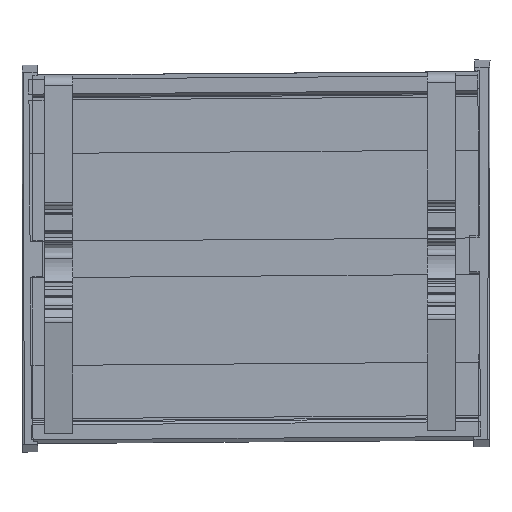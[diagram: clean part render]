
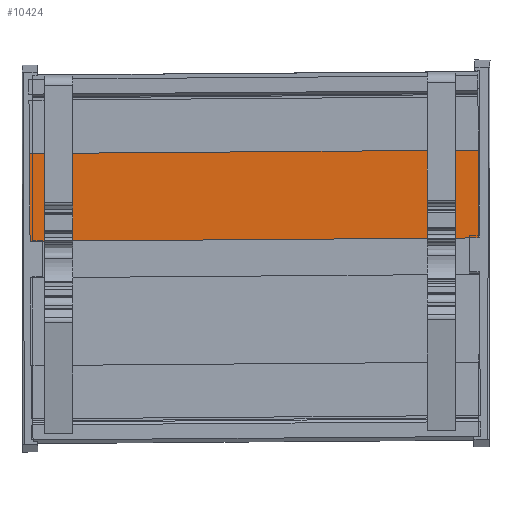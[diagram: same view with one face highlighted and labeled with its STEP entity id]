
A CAD part, front view. The second image highlights one B-rep face of the part: STEP entity #10424.
In plain terms, the highlighted planar face has unit normal (0, -1, 0).
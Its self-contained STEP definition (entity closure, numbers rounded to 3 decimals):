
#10368=CARTESIAN_POINT('',(-530.109,-523.966,147.4));
#10369=VERTEX_POINT('',#10368);
#10376=CARTESIAN_POINT('',(-530.109,-523.966,0.0));
#10377=VERTEX_POINT('',#10376);
#10378=CARTESIAN_POINT('',(-530.109,-523.966,0.0));
#10379=DIRECTION('',(0.0,0.0,1.0));
#10380=VECTOR('',#10379,147.4);
#10381=LINE('',#10378,#10380);
#10382=EDGE_CURVE('',#10377,#10369,#10381,.T.);
#10394=CARTESIAN_POINT('',(-530.109,-523.966,0.0));
#10395=DIRECTION('',(0.0,-1.0,0.0));
#10396=DIRECTION('',(0.0,0.0,-1.0));
#10397=AXIS2_PLACEMENT_3D('',#10394,#10395,#10396);
#10398=PLANE('',#10397);
#10399=CARTESIAN_POINT('',(-558.93,-523.966,147.4));
#10400=VERTEX_POINT('',#10399);
#10401=CARTESIAN_POINT('',(-530.109,-523.966,147.4));
#10402=DIRECTION('',(-1.0,0.0,0.0));
#10403=VECTOR('',#10402,28.821);
#10404=LINE('',#10401,#10403);
#10405=EDGE_CURVE('',#10369,#10400,#10404,.T.);
#10406=ORIENTED_EDGE('',*,*,#10405,.T.);
#10407=CARTESIAN_POINT('',(-558.93,-523.966,0.0));
#10408=VERTEX_POINT('',#10407);
#10409=CARTESIAN_POINT('',(-558.93,-523.966,0.0));
#10410=DIRECTION('',(0.0,0.0,1.0));
#10411=VECTOR('',#10410,147.4);
#10412=LINE('',#10409,#10411);
#10413=EDGE_CURVE('',#10408,#10400,#10412,.T.);
#10414=ORIENTED_EDGE('',*,*,#10413,.F.);
#10415=CARTESIAN_POINT('',(-558.93,-523.966,0.0));
#10416=DIRECTION('',(1.0,0.0,0.0));
#10417=VECTOR('',#10416,28.821);
#10418=LINE('',#10415,#10417);
#10419=EDGE_CURVE('',#10408,#10377,#10418,.T.);
#10420=ORIENTED_EDGE('',*,*,#10419,.T.);
#10421=ORIENTED_EDGE('',*,*,#10382,.T.);
#10422=EDGE_LOOP('',(#10406,#10414,#10420,#10421));
#10423=FACE_OUTER_BOUND('',#10422,.T.);
#10424=ADVANCED_FACE('',(#10423),#10398,.T.);
